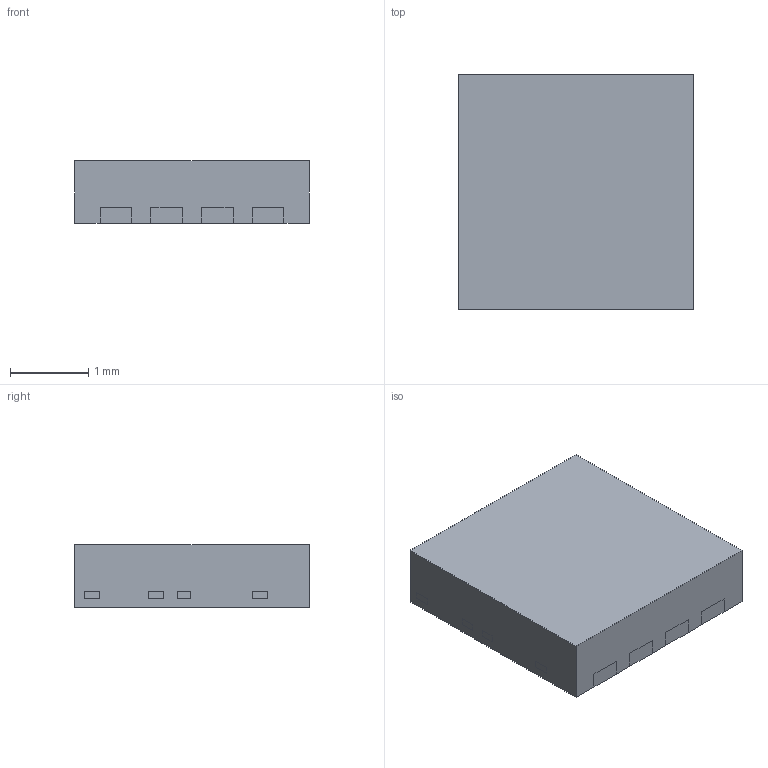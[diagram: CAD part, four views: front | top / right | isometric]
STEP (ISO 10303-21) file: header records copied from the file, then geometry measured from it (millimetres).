
FILE_DESCRIPTION(/* description */ (''),/* implementation_level */ '2;1');
FILE_NAME(/* name */ 'DFN3030K-8_STP',/* time_stamp */ '2020-07-31T14:06:44+08:00',/* author */ ('Wei Wu'),/* organization */ ('Diodes'),/* preprocessor_version */ 'ST-DEVELOPER v16.7',/* originating_system */ 'DEX',/* authorisation */ $);
FILE_SCHEMA (('AUTOMOTIVE_DESIGN {1 0 10303 214 3 1 1}'));
Length unit declared in the file: millimetre
Products named in the file (3): DFN3030K-8; CPD; LDF
Assembly tree (2 placements, depth 2):
  DFN3030K-8
    CPD
    LDF
Bounding box: 3 x 3 x 0.8 mm (x, y, z)
Volume: 7.2 mm3; surface area: 55.5 mm2
Topology: 6 solids, 6 shells, 220 faces, 658 edges, 430 vertices
Faces by surface type: plane 190, cylinder 26, sphere 4
Entity records: 8195 total; most frequent: CARTESIAN_POINT 1303, ORIENTED_EDGE 1300, DIRECTION 1148, EDGE_CURVE 650, LINE 598, VECTOR 598, VERTEX_POINT 430, AXIS2_PLACEMENT_3D 275
